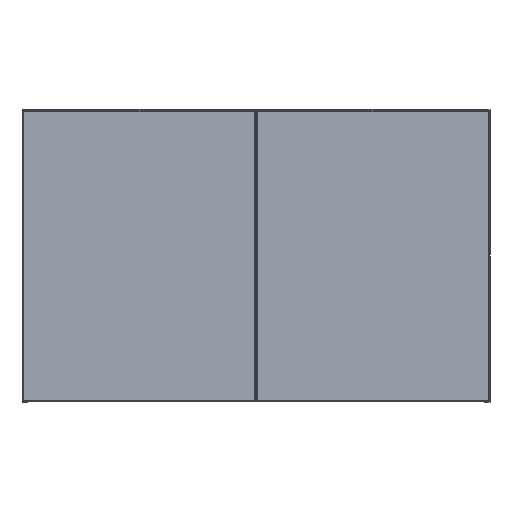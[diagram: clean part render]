
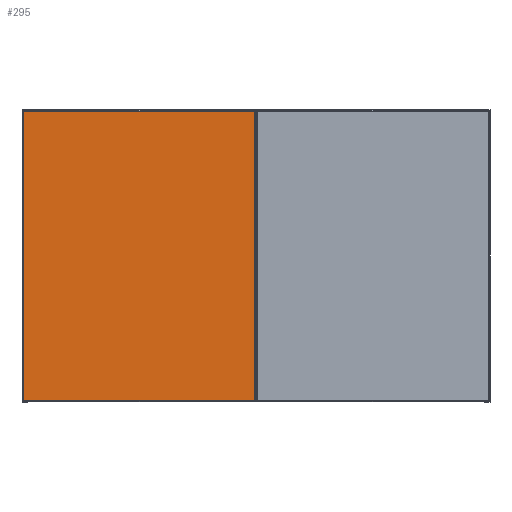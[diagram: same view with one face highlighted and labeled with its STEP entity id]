
A CAD part, front view. The second image highlights one B-rep face of the part: STEP entity #295.
In plain terms, the highlighted planar face has unit normal (0, -1, 0).
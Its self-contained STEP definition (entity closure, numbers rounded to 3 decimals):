
#295=ADVANCED_FACE('',(#531),#3155,.T.);
#531=FACE_OUTER_BOUND('',#815,.T.);
#815=EDGE_LOOP('',(#1612,#1613,#1614,#1615));
#1612=ORIENTED_EDGE('',*,*,#2181,.F.);
#1613=ORIENTED_EDGE('',*,*,#2184,.T.);
#1614=ORIENTED_EDGE('',*,*,#2185,.T.);
#1615=ORIENTED_EDGE('',*,*,#2186,.T.);
#2181=EDGE_CURVE('',#3001,#3002,#2461,.T.);
#2184=EDGE_CURVE('',#3001,#3004,#2464,.T.);
#2185=EDGE_CURVE('',#3004,#3005,#2465,.T.);
#2186=EDGE_CURVE('',#3005,#3002,#2466,.T.);
#2461=B_SPLINE_CURVE_WITH_KNOTS('',1,(#5581,#5582),.UNSPECIFIED.,.F.,.F.,
(2,2),(-745.,-2.),.UNSPECIFIED.);
#2464=B_SPLINE_CURVE_WITH_KNOTS('',1,(#5587,#5588),.UNSPECIFIED.,.F.,.F.,
(2,2),(2.,595.),.UNSPECIFIED.);
#2465=B_SPLINE_CURVE_WITH_KNOTS('',1,(#5589,#5590),.UNSPECIFIED.,.F.,.F.,
(2,2),(-371.5,371.5),.UNSPECIFIED.);
#2466=B_SPLINE_CURVE_WITH_KNOTS('',1,(#5591,#5592),.UNSPECIFIED.,.F.,.F.,
(2,2),(-296.5,296.5),.UNSPECIFIED.);
#3001=VERTEX_POINT('',#5568);
#3002=VERTEX_POINT('',#5569);
#3004=VERTEX_POINT('',#5571);
#3005=VERTEX_POINT('',#5572);
#3155=PLANE('',#3507);
#3507=AXIS2_PLACEMENT_3D('',#5558,#3748,$);
#3748=DIRECTION('',(0.,-1.,0.));
#5558=CARTESIAN_POINT('',(-596.51,-148.,-16.51));
#5568=CARTESIAN_POINT('',(-3.5,-148.,726.5));
#5569=CARTESIAN_POINT('',(-3.5,-148.,-16.5));
#5571=CARTESIAN_POINT('',(-596.5,-148.,726.5));
#5572=CARTESIAN_POINT('',(-596.5,-148.,-16.5));
#5581=CARTESIAN_POINT('',(-3.5,-148.,726.5));
#5582=CARTESIAN_POINT('',(-3.5,-148.,-16.5));
#5587=CARTESIAN_POINT('',(-3.5,-148.,726.5));
#5588=CARTESIAN_POINT('',(-596.5,-148.,726.5));
#5589=CARTESIAN_POINT('',(-596.5,-148.,726.5));
#5590=CARTESIAN_POINT('',(-596.5,-148.,-16.5));
#5591=CARTESIAN_POINT('',(-596.5,-148.,-16.5));
#5592=CARTESIAN_POINT('',(-3.5,-148.,-16.5));
